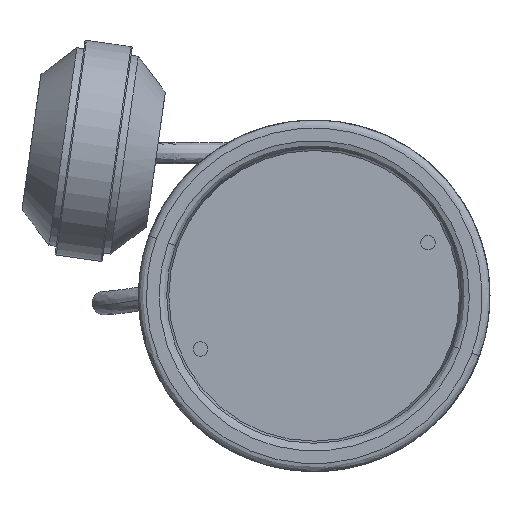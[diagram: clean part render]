
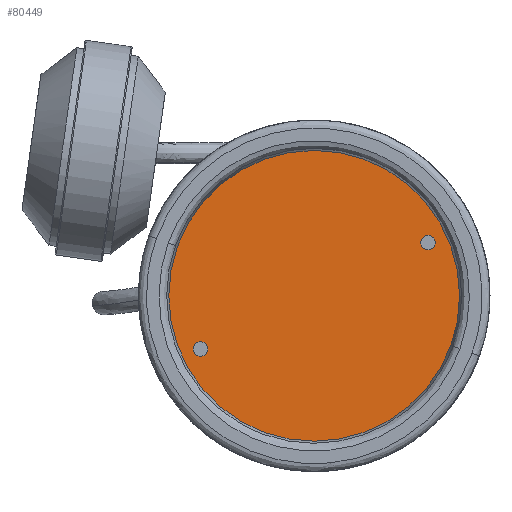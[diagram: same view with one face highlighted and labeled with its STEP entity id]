
A CAD part, front view. The second image highlights one B-rep face of the part: STEP entity #80449.
In plain terms, the highlighted planar face has unit normal (0, -1, 0).
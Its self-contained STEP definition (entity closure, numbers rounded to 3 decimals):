
#1173 = AXIS2_PLACEMENT_3D ( 'NONE', #73266, #58620, #33310 ) ;
#3996 = VERTEX_POINT ( 'NONE', #28159 ) ;
#4600 = AXIS2_PLACEMENT_3D ( 'NONE', #53748, #60830, #86592 ) ;
#4919 = ORIENTED_EDGE ( 'NONE', *, *, #73323, .T. ) ;
#5088 = CIRCLE ( 'NONE', #54666, 2.75 ) ;
#5371 = ORIENTED_EDGE ( 'NONE', *, *, #58782, .F. ) ;
#5604 = EDGE_LOOP ( 'NONE', ( #24302, #5371 ) ) ;
#8084 = CARTESIAN_POINT ( 'NONE',  ( -36.338, 5.2, -33.588 ) ) ;
#10850 = AXIS2_PLACEMENT_3D ( 'NONE', #30869, #10930, #37980 ) ;
#10930 = DIRECTION ( 'NONE',  ( 0., -1., 0. ) ) ;
#12037 = FACE_BOUND ( 'NONE', #60347, .T. ) ;
#12908 = FACE_BOUND ( 'NONE', #5604, .T. ) ;
#13697 = CIRCLE ( 'NONE', #10850, 2.75 ) ;
#14203 = VERTEX_POINT ( 'NONE', #62153 ) ;
#14986 = CIRCLE ( 'NONE', #85846, 55. ) ;
#16368 = CARTESIAN_POINT ( 'NONE',  ( 0., 5.2, 0. ) ) ;
#18580 = CARTESIAN_POINT ( 'NONE',  ( -33.588, 5.2, -33.588 ) ) ;
#20904 = VERTEX_POINT ( 'NONE', #73174 ) ;
#22460 = ORIENTED_EDGE ( 'NONE', *, *, #41090, .F. ) ;
#24302 = ORIENTED_EDGE ( 'NONE', *, *, #65530, .F. ) ;
#24790 = DIRECTION ( 'NONE',  ( 1., 0., 0. ) ) ;
#25424 = DIRECTION ( 'NONE',  ( 0., 0., -1. ) ) ;
#28159 = CARTESIAN_POINT ( 'NONE',  ( 0., 5.2, -55. ) ) ;
#30353 = CARTESIAN_POINT ( 'NONE',  ( 36.338, 5.2, 33.588 ) ) ;
#30869 = CARTESIAN_POINT ( 'NONE',  ( 33.588, 5.2, 33.588 ) ) ;
#32939 = CARTESIAN_POINT ( 'NONE',  ( 0., 5.2, 0. ) ) ;
#33310 = DIRECTION ( 'NONE',  ( 0., 0., 1. ) ) ;
#35557 = ORIENTED_EDGE ( 'NONE', *, *, #57282, .F. ) ;
#37478 = CARTESIAN_POINT ( 'NONE',  ( -33.588, 5.2, -33.588 ) ) ;
#37980 = DIRECTION ( 'NONE',  ( 1., 0., 0. ) ) ;
#38738 = DIRECTION ( 'NONE',  ( 0., -1., 0. ) ) ;
#39963 = PLANE ( 'NONE',  #1173 ) ;
#41090 = EDGE_CURVE ( 'NONE', #14203, #79235, #41188, .T. ) ;
#41188 = CIRCLE ( 'NONE', #82372, 2.75 ) ;
#43702 = DIRECTION ( 'NONE',  ( 0., -1., 0. ) ) ;
#44479 = AXIS2_PLACEMENT_3D ( 'NONE', #16368, #84693, #63397 ) ;
#47074 = CIRCLE ( 'NONE', #4600, 2.75 ) ;
#47732 = CARTESIAN_POINT ( 'NONE',  ( 30.838, 5.2, 33.588 ) ) ;
#48374 = VERTEX_POINT ( 'NONE', #30353 ) ;
#50532 = DIRECTION ( 'NONE',  ( 0., -1., 0. ) ) ;
#53748 = CARTESIAN_POINT ( 'NONE',  ( 33.588, 5.2, 33.588 ) ) ;
#54664 = ORIENTED_EDGE ( 'NONE', *, *, #69158, .T. ) ;
#54666 = AXIS2_PLACEMENT_3D ( 'NONE', #37478, #43702, #73293 ) ;
#56220 = EDGE_LOOP ( 'NONE', ( #4919, #54664 ) ) ;
#57282 = EDGE_CURVE ( 'NONE', #79235, #14203, #5088, .T. ) ;
#58620 = DIRECTION ( 'NONE',  ( 0., 1., 0. ) ) ;
#58782 = EDGE_CURVE ( 'NONE', #86310, #48374, #13697, .T. ) ;
#59937 = FACE_OUTER_BOUND ( 'NONE', #56220, .T. ) ;
#60347 = EDGE_LOOP ( 'NONE', ( #22460, #35557 ) ) ;
#60830 = DIRECTION ( 'NONE',  ( 0., -1., 0. ) ) ;
#62153 = CARTESIAN_POINT ( 'NONE',  ( -30.838, 5.2, -33.588 ) ) ;
#63397 = DIRECTION ( 'NONE',  ( 0., 0., -1. ) ) ;
#65530 = EDGE_CURVE ( 'NONE', #48374, #86310, #47074, .T. ) ;
#69158 = EDGE_CURVE ( 'NONE', #20904, #3996, #71402, .T. ) ;
#71402 = CIRCLE ( 'NONE', #44479, 55. ) ;
#73174 = CARTESIAN_POINT ( 'NONE',  ( 0., 5.2, 55. ) ) ;
#73266 = CARTESIAN_POINT ( 'NONE',  ( -110., 5.2, -110. ) ) ;
#73293 = DIRECTION ( 'NONE',  ( 1., 0., 0. ) ) ;
#73323 = EDGE_CURVE ( 'NONE', #3996, #20904, #14986, .T. ) ;
#79235 = VERTEX_POINT ( 'NONE', #8084 ) ;
#80449 = ADVANCED_FACE ( 'NONE', ( #12908, #12037, #59937 ), #39963, .F. ) ;
#82372 = AXIS2_PLACEMENT_3D ( 'NONE', #18580, #50532, #24790 ) ;
#84693 = DIRECTION ( 'NONE',  ( 0., -1., 0. ) ) ;
#85846 = AXIS2_PLACEMENT_3D ( 'NONE', #32939, #38738, #25424 ) ;
#86310 = VERTEX_POINT ( 'NONE', #47732 ) ;
#86592 = DIRECTION ( 'NONE',  ( 1., 0., 0. ) ) ;
